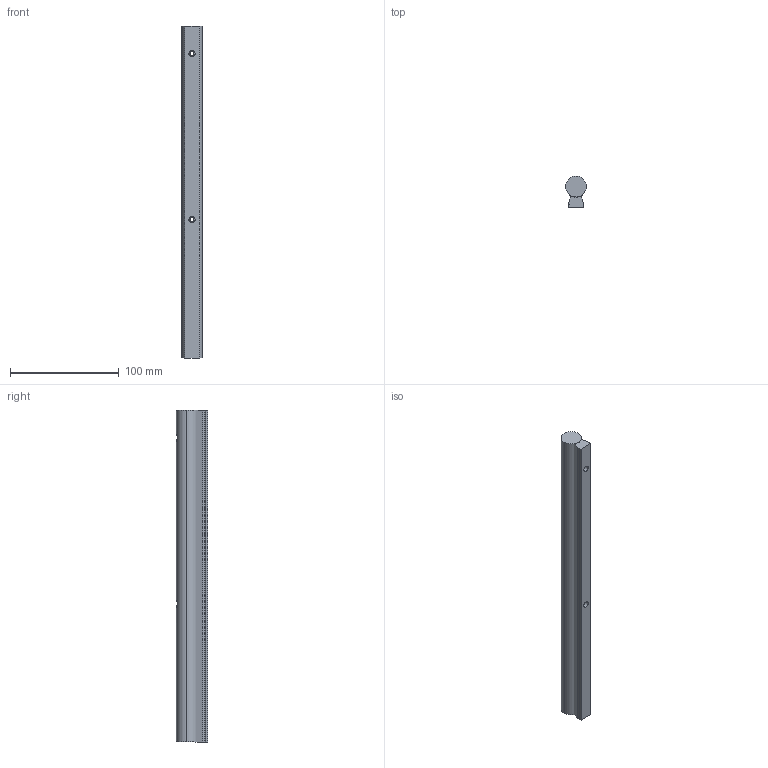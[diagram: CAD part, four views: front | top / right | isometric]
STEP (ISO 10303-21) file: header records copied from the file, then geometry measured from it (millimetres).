
FILE_DESCRIPTION (( 'STEP AP214' ), '1' );
FILE_NAME ('ShaftRailAssembly_46BBBCE454.step', '2022-07-22T13:17:11', ( '' ), ( '' ), 'SwSTEP 2.0', 'SolidWorks 2019', '' );
FILE_SCHEMA (( 'AUTOMOTIVE_DESIGN' ));
Length unit declared in the file: inch
Products named in the file (3): y1FTPumyET_CADModel_0; ShaftRailAssembly_46BBBCE454
Assembly tree (1 placements, depth 2):
  y1FTPumyET_CADModel_0
  ShaftRailAssembly_46BBBCE454
    y1FTPumyET_CADModel_0
Bounding box: 19.05 x 28.57 x 304.8 mm (x, y, z)
Volume: 121794.3 mm3; surface area: 33570 mm2
Topology: 2 solids, 2 shells, 36 faces, 86 edges, 56 vertices
Faces by surface type: cylinder 18, plane 18
Entity records: 1866 total; most frequent: CARTESIAN_POINT 451, DIRECTION 180, ORIENTED_EDGE 172, EDGE_CURVE 86, AXIS2_PLACEMENT_3D 65, VERTEX_POINT 56, LINE 50, VECTOR 50
